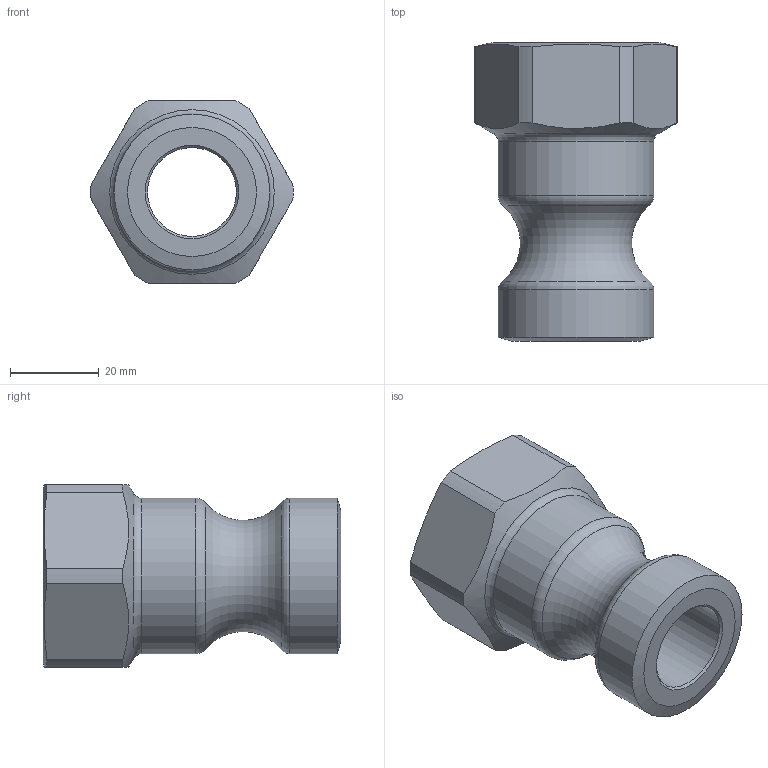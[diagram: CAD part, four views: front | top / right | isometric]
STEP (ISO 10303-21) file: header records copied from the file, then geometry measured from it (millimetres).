
FILE_DESCRIPTION(/* description */ ('INNENGEWINDESTECKER G 1"'),/* implementation_level */ '2;1');
FILE_NAME(/* name */ 'VIG 10_25.stp',/* time_stamp */ '2017-07-17T07:45:23+02:00',/* author */ ('scherm'),/* organization */ (''),/* preprocessor_version */ 'ST-DEVELOPER v15.6',/* originating_system */ 'Autodesk Inventor 2015',/* authorisation */ '37911,36 mm^3');
FILE_SCHEMA (('AUTOMOTIVE_DESIGN { 1 0 10303 214 3 1 1 }'));
Length unit declared in the file: millimetre
Products named in the file (1): 20060811B0000006-00
Bounding box: 45.49 x 67 x 41 mm (x, y, z)
Volume: 37920.6 mm3; surface area: 14278.4 mm2
Topology: 1 solids, 1 shells, 29 faces, 68 edges, 42 vertices
Faces by surface type: cylinder 10, plane 9, cone 6, torus 4
Full cylindrical faces by diameter (mm): 20 x1, 30.3 x1, 35 x2
Entity records: 758 total; most frequent: CARTESIAN_POINT 146, DIRECTION 128, ORIENTED_EDGE 104, AXIS2_PLACEMENT_3D 58, EDGE_CURVE 52, EDGE_LOOP 46, VERTEX_POINT 40, FACE_OUTER_BOUND 29
